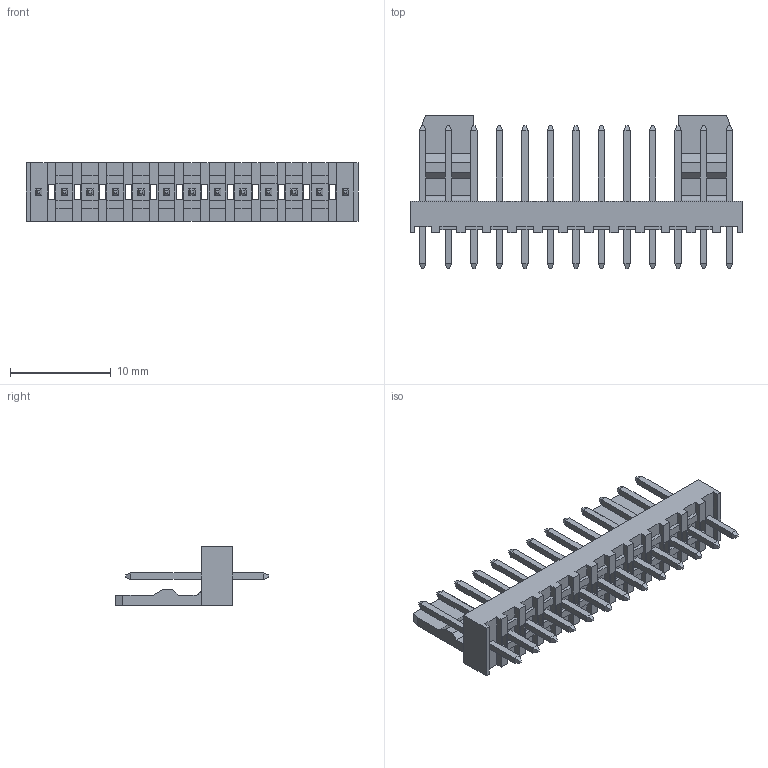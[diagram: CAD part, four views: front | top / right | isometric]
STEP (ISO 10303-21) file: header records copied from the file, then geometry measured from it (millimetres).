
FILE_DESCRIPTION(('STEP AP242'),'1');
FILE_NAME('0022272131.stp','2025-01-18T08:22:21',('TraceParts'),('TraceParts S.A.'),'Spatial InterOp 3D',' ',' ');
FILE_SCHEMA(('AP242_MANAGED_MODEL_BASED_3D_ENGINEERING_MIM_LF {1 0 10303 442 1 1 4}'));
Length unit declared in the file: millimetre
Products named in the file (1): 0022272131_1
Bounding box: 33.02 x 15.26 x 5.8 mm (x, y, z)
Volume: 655.2 mm3; surface area: 1431.6 mm2
Topology: 1 solids, 1 shells, 448 faces, 1182 edges, 788 vertices
Faces by surface type: plane 446, cylinder 2
Entity records: 13490 total; most frequent: CARTESIAN_POINT 2368, ORIENTED_EDGE 2312, DIRECTION 2112, EDGE_CURVE 1156, LINE 1152, VECTOR 1152, VERTEX_POINT 736, EDGE_LOOP 498
